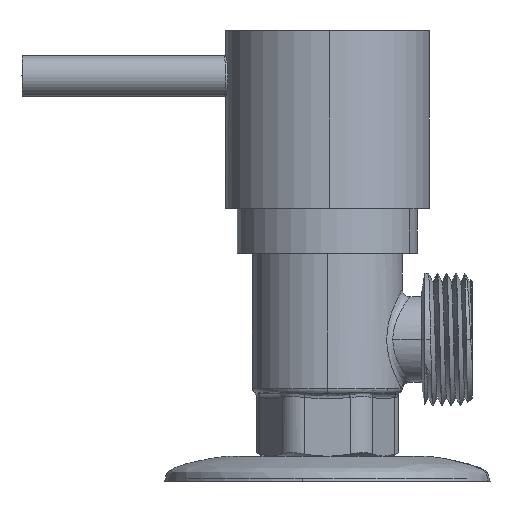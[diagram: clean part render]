
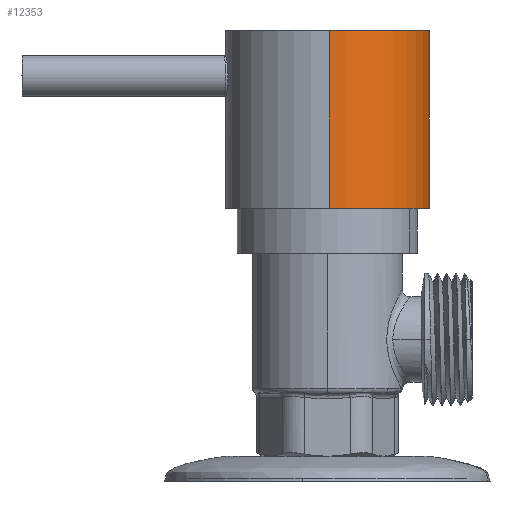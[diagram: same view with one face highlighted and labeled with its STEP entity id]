
A CAD part, left-side view. The second image highlights one B-rep face of the part: STEP entity #12353.
In plain terms, the highlighted cylindrical face has radius 20 mm (diameter 40 mm), a partial arc.
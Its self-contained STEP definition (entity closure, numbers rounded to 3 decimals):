
#768 = VECTOR ( 'NONE', #15138, 1000. ) ;
#771 = CIRCLE ( 'NONE', #13406, 20. ) ;
#1198 = EDGE_CURVE ( 'NONE', #2295, #14794, #4772, .T. ) ;
#1310 = VECTOR ( 'NONE', #5858, 1000. ) ;
#2098 = EDGE_CURVE ( 'NONE', #4597, #12937, #14528, .T. ) ;
#2295 = VERTEX_POINT ( 'NONE', #8967 ) ;
#4418 = CARTESIAN_POINT ( 'NONE',  ( -119.997, -0.331, 30.38 ) ) ;
#4597 = VERTEX_POINT ( 'NONE', #13680 ) ;
#4772 = LINE ( 'NONE', #8237, #768 ) ;
#5858 = DIRECTION ( 'NONE',  ( 0., 0., -1. ) ) ;
#5975 = DIRECTION ( 'NONE',  ( 1., 0.017, 0. ) ) ;
#6194 = DIRECTION ( 'NONE',  ( 0., 0., -1. ) ) ;
#6716 = AXIS2_PLACEMENT_3D ( 'NONE', #17059, #15354, #13660 ) ;
#8237 = CARTESIAN_POINT ( 'NONE',  ( -80.003, 0.331, 30.38 ) ) ;
#8967 = CARTESIAN_POINT ( 'NONE',  ( -80.003, 0.331, 65.38 ) ) ;
#9941 = AXIS2_PLACEMENT_3D ( 'NONE', #15410, #22003, #17222 ) ;
#10136 = EDGE_CURVE ( 'NONE', #14794, #12937, #771, .T. ) ;
#11277 = CARTESIAN_POINT ( 'NONE',  ( -80.003, 0.331, 30.38 ) ) ;
#11672 = EDGE_CURVE ( 'NONE', #2295, #4597, #19328, .T. ) ;
#12353 = ADVANCED_FACE ( 'NONE', ( #18689 ), #15071, .T. ) ;
#12937 = VERTEX_POINT ( 'NONE', #4418 ) ;
#13406 = AXIS2_PLACEMENT_3D ( 'NONE', #19971, #6194, #5975 ) ;
#13660 = DIRECTION ( 'NONE',  ( 1., 0.017, 0. ) ) ;
#13680 = CARTESIAN_POINT ( 'NONE',  ( -119.997, -0.331, 65.38 ) ) ;
#14528 = LINE ( 'NONE', #16672, #1310 ) ;
#14794 = VERTEX_POINT ( 'NONE', #11277 ) ;
#15071 = CYLINDRICAL_SURFACE ( 'NONE', #9941, 20. ) ;
#15138 = DIRECTION ( 'NONE',  ( 0., 0., -1. ) ) ;
#15354 = DIRECTION ( 'NONE',  ( 0., 0., -1. ) ) ;
#15410 = CARTESIAN_POINT ( 'NONE',  ( -100., 0., 30.38 ) ) ;
#15795 = ORIENTED_EDGE ( 'NONE', *, *, #2098, .T. ) ;
#16672 = CARTESIAN_POINT ( 'NONE',  ( -119.997, -0.331, 30.38 ) ) ;
#17059 = CARTESIAN_POINT ( 'NONE',  ( -100., 0., 65.38 ) ) ;
#17222 = DIRECTION ( 'NONE',  ( 1., 0.017, 0. ) ) ;
#18037 = ORIENTED_EDGE ( 'NONE', *, *, #11672, .T. ) ;
#18143 = EDGE_LOOP ( 'NONE', ( #18037, #15795, #20238, #22364 ) ) ;
#18689 = FACE_OUTER_BOUND ( 'NONE', #18143, .T. ) ;
#19328 = CIRCLE ( 'NONE', #6716, 20. ) ;
#19971 = CARTESIAN_POINT ( 'NONE',  ( -100., 0., 30.38 ) ) ;
#20238 = ORIENTED_EDGE ( 'NONE', *, *, #10136, .F. ) ;
#22003 = DIRECTION ( 'NONE',  ( 0., 0., -1. ) ) ;
#22364 = ORIENTED_EDGE ( 'NONE', *, *, #1198, .F. ) ;
